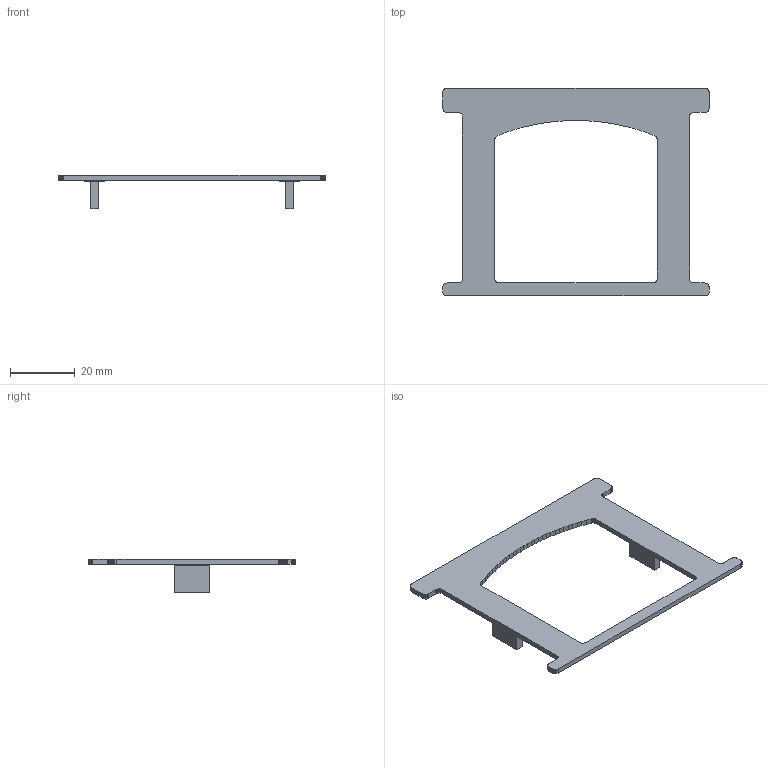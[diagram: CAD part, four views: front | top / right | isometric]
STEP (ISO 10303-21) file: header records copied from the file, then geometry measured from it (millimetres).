
FILE_DESCRIPTION(('KiCad electronic assembly'),'2;1');
FILE_NAME('Front.step','2023-11-04T19:11:02',('Pcbnew'),('Kicad'), 'Open CASCADE STEP processor 7.7','KiCad to STEP converter','Unknown' );
FILE_SCHEMA(('AUTOMOTIVE_DESIGN { 1 0 10303 214 1 1 1 1 }'));
Length unit declared in the file: millimetre
Products named in the file (4): Front 1; female_pin_header; SOLID; _autosave-Front PCB
Assembly tree (4 placements, depth 3):
  Front 1
    female_pin_header  x2
      SOLID
    _autosave-Front PCB
Bounding box: 82 x 64 x 10.4 mm (x, y, z)
Volume: 3881 mm3; surface area: 5896.4 mm2
Topology: 3 solids, 3 shells, 359 faces, 987 edges, 642 vertices
Faces by surface type: plane 359
Entity records: 20182 total; most frequent: CARTESIAN_POINT 3337, DIRECTION 3089, LINE 2493, VECTOR 2493, ORIENTED_EDGE 1662, PCURVE 1662, DEFINITIONAL_REPRESENTATION 1662, EDGE_CURVE 831
